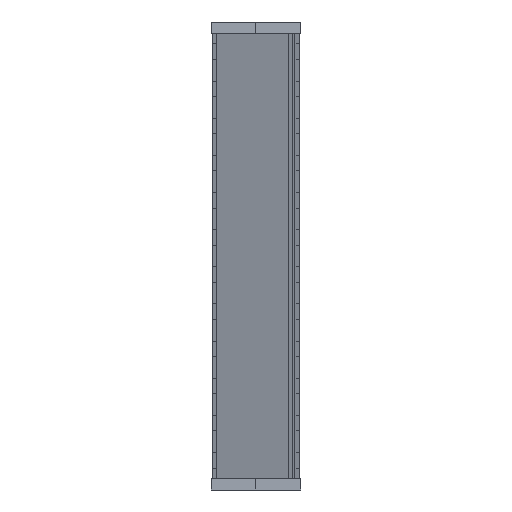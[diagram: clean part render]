
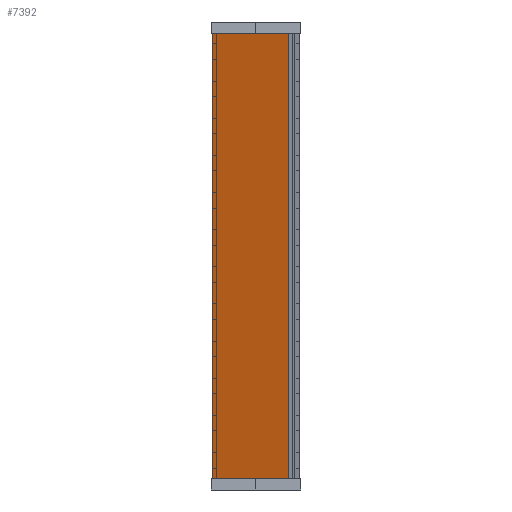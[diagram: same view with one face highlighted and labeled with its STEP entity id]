
A CAD part, left-side view. The second image highlights one B-rep face of the part: STEP entity #7392.
In plain terms, the highlighted planar face has unit normal (-0.94, 0.342, 0).
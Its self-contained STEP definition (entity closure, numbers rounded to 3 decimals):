
#252 = ORIENTED_EDGE ( 'NONE', *, *, #8546, .T. ) ;
#301 = EDGE_LOOP ( 'NONE', ( #3582, #3916, #1402, #2086, #5233, #252, #909, #4088 ) ) ;
#371 = CARTESIAN_POINT ( 'NONE',  ( 6.033, 0., 0. ) ) ;
#581 = VECTOR ( 'NONE', #1436, 1000. ) ;
#860 = CARTESIAN_POINT ( 'NONE',  ( 6.033, 0., -200. ) ) ;
#909 = ORIENTED_EDGE ( 'NONE', *, *, #13243, .F. ) ;
#1075 = CARTESIAN_POINT ( 'NONE',  ( 6.033, 0., -200. ) ) ;
#1116 = DIRECTION ( 'NONE',  ( 0.342, 0.94, 0. ) ) ;
#1124 = VECTOR ( 'NONE', #5220, 1000. ) ;
#1138 = CARTESIAN_POINT ( 'NONE',  ( 6.033, 0., 0. ) ) ;
#1233 = VERTEX_POINT ( 'NONE', #1138 ) ;
#1402 = ORIENTED_EDGE ( 'NONE', *, *, #2529, .F. ) ;
#1436 = DIRECTION ( 'NONE',  ( 0.342, 0.94, 0. ) ) ;
#1758 = EDGE_CURVE ( 'NONE', #9199, #1233, #10565, .T. ) ;
#2086 = ORIENTED_EDGE ( 'NONE', *, *, #3216, .F. ) ;
#2339 = VECTOR ( 'NONE', #9680, 1000. ) ;
#2529 = EDGE_CURVE ( 'NONE', #3200, #1233, #2642, .T. ) ;
#2571 = FACE_OUTER_BOUND ( 'NONE', #301, .T. ) ;
#2642 = LINE ( 'NONE', #860, #8788 ) ;
#2792 = CARTESIAN_POINT ( 'NONE',  ( 5.075, -2.632, 0. ) ) ;
#3200 = VERTEX_POINT ( 'NONE', #1075 ) ;
#3216 = EDGE_CURVE ( 'NONE', #12202, #3200, #12218, .T. ) ;
#3582 = ORIENTED_EDGE ( 'NONE', *, *, #7087, .T. ) ;
#3916 = ORIENTED_EDGE ( 'NONE', *, *, #1758, .T. ) ;
#3985 = LINE ( 'NONE', #9535, #6423 ) ;
#4038 = VECTOR ( 'NONE', #1116, 1000. ) ;
#4088 = ORIENTED_EDGE ( 'NONE', *, *, #4895, .F. ) ;
#4095 = PLANE ( 'NONE',  #9224 ) ;
#4895 = EDGE_CURVE ( 'NONE', #6254, #6603, #12152, .T. ) ;
#5041 = VERTEX_POINT ( 'NONE', #7704 ) ;
#5155 = DIRECTION ( 'NONE',  ( 0.342, 0.94, 0. ) ) ;
#5220 = DIRECTION ( 'NONE',  ( -0.342, -0.94, 0. ) ) ;
#5233 = ORIENTED_EDGE ( 'NONE', *, *, #12030, .F. ) ;
#5260 = CARTESIAN_POINT ( 'NONE',  ( -6.955, -35.684, -200. ) ) ;
#5848 = CARTESIAN_POINT ( 'NONE',  ( 6.033, 0., -200. ) ) ;
#6254 = VERTEX_POINT ( 'NONE', #11580 ) ;
#6423 = VECTOR ( 'NONE', #7521, 1000. ) ;
#6529 = LINE ( 'NONE', #371, #581 ) ;
#6603 = VERTEX_POINT ( 'NONE', #11122 ) ;
#6878 = DIRECTION ( 'NONE',  ( 0.342, 0.94, 0. ) ) ;
#7087 = EDGE_CURVE ( 'NONE', #6254, #9199, #6529, .T. ) ;
#7097 = DIRECTION ( 'NONE',  ( -0.342, -0.94, 0. ) ) ;
#7392 = ADVANCED_FACE ( 'NONE', ( #2571 ), #4095, .F. ) ;
#7521 = DIRECTION ( 'NONE',  ( 0., 0., -1. ) ) ;
#7704 = CARTESIAN_POINT ( 'NONE',  ( -7.434, -37., -200. ) ) ;
#7717 = VECTOR ( 'NONE', #6878, 1000. ) ;
#8170 = DIRECTION ( 'NONE',  ( 0., 0., 1. ) ) ;
#8222 = LINE ( 'NONE', #12183, #13349 ) ;
#8546 = EDGE_CURVE ( 'NONE', #12348, #5041, #8222, .T. ) ;
#8788 = VECTOR ( 'NONE', #8170, 1000. ) ;
#9199 = VERTEX_POINT ( 'NONE', #2792 ) ;
#9224 = AXIS2_PLACEMENT_3D ( 'NONE', #11193, #11238, #5155 ) ;
#9415 = CARTESIAN_POINT ( 'NONE',  ( 6.033, 0., -200. ) ) ;
#9535 = CARTESIAN_POINT ( 'NONE',  ( -7.434, -37., -200. ) ) ;
#9680 = DIRECTION ( 'NONE',  ( 0.342, 0.94, 0. ) ) ;
#10274 = CARTESIAN_POINT ( 'NONE',  ( 6.033, 0., 0. ) ) ;
#10405 = LINE ( 'NONE', #5848, #7717 ) ;
#10565 = LINE ( 'NONE', #11700, #2339 ) ;
#11122 = CARTESIAN_POINT ( 'NONE',  ( -7.434, -37., 0. ) ) ;
#11193 = CARTESIAN_POINT ( 'NONE',  ( 6.033, 0., -200. ) ) ;
#11238 = DIRECTION ( 'NONE',  ( 0.94, -0.342, 0. ) ) ;
#11580 = CARTESIAN_POINT ( 'NONE',  ( -6.955, -35.684, 0. ) ) ;
#11700 = CARTESIAN_POINT ( 'NONE',  ( 6.361, 0.9, 0. ) ) ;
#12030 = EDGE_CURVE ( 'NONE', #12348, #12202, #10405, .T. ) ;
#12152 = LINE ( 'NONE', #10274, #1124 ) ;
#12183 = CARTESIAN_POINT ( 'NONE',  ( -7.597, -37.45, -200. ) ) ;
#12202 = VERTEX_POINT ( 'NONE', #13258 ) ;
#12218 = LINE ( 'NONE', #9415, #4038 ) ;
#12348 = VERTEX_POINT ( 'NONE', #5260 ) ;
#13243 = EDGE_CURVE ( 'NONE', #6603, #5041, #3985, .T. ) ;
#13258 = CARTESIAN_POINT ( 'NONE',  ( 5.075, -2.632, -200. ) ) ;
#13349 = VECTOR ( 'NONE', #7097, 1000. ) ;
